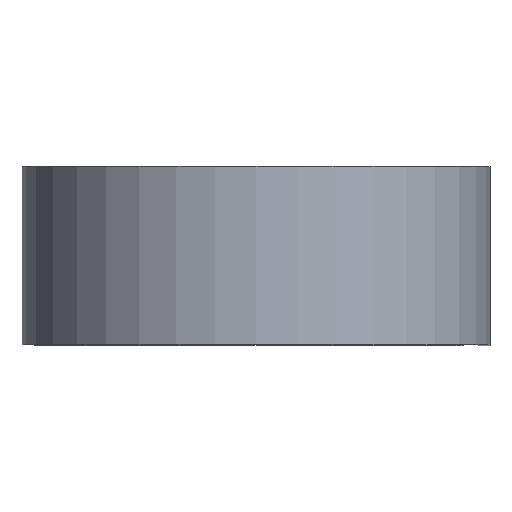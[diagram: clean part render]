
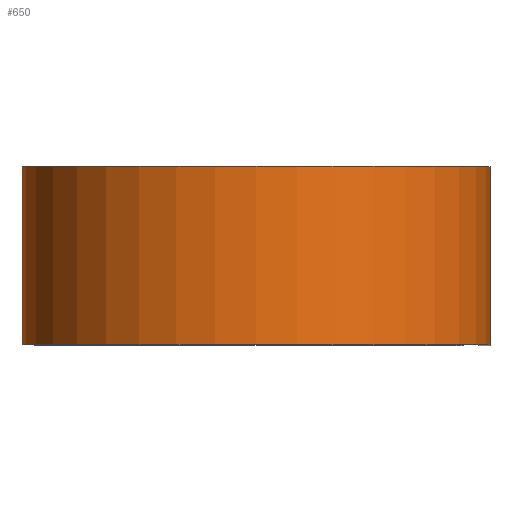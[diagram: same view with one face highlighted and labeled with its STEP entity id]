
A CAD part, top view. The second image highlights one B-rep face of the part: STEP entity #650.
In plain terms, the highlighted cylindrical face has radius 25.032 mm (diameter 50.063 mm), a partial arc.
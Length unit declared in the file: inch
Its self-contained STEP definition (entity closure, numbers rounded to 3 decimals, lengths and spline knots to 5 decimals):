
#9 = EDGE_CURVE ( 'NONE', #51, #252, #313, .T. ) ;
#15 = ORIENTED_EDGE ( 'NONE', *, *, #703, .T. ) ;
#51 = VERTEX_POINT ( 'NONE', #319 ) ;
#53 = ORIENTED_EDGE ( 'NONE', *, *, #534, .T. ) ;
#64 = DIRECTION ( 'NONE',  ( 0., -1., 0. ) ) ;
#122 = VERTEX_POINT ( 'NONE', #528 ) ;
#123 = DIRECTION ( 'NONE',  ( 0., -1., 0. ) ) ;
#129 = AXIS2_PLACEMENT_3D ( 'NONE', #307, #123, #474 ) ;
#153 = ORIENTED_EDGE ( 'NONE', *, *, #486, .F. ) ;
#209 = AXIS2_PLACEMENT_3D ( 'NONE', #350, #344, #341 ) ;
#222 = AXIS2_PLACEMENT_3D ( 'NONE', #571, #288, #284 ) ;
#252 = VERTEX_POINT ( 'NONE', #263 ) ;
#263 = CARTESIAN_POINT ( 'NONE',  ( 0.9855, 0.375, 0. ) ) ;
#284 = DIRECTION ( 'NONE',  ( 1., 0., 0. ) ) ;
#288 = DIRECTION ( 'NONE',  ( 0., 1., 0. ) ) ;
#290 = EDGE_LOOP ( 'NONE', ( #15, #153, #397, #53 ) ) ;
#306 = CARTESIAN_POINT ( 'NONE',  ( 0., 0.375, -0.9855 ) ) ;
#307 = CARTESIAN_POINT ( 'NONE',  ( 0., 0.375, 0. ) ) ;
#313 = CIRCLE ( 'NONE', #222, 0.9855 ) ;
#316 = CARTESIAN_POINT ( 'NONE',  ( 0.9855, -0.375, 0. ) ) ;
#319 = CARTESIAN_POINT ( 'NONE',  ( 0., 0.375, -0.9855 ) ) ;
#341 = DIRECTION ( 'NONE',  ( 1., 0., 0. ) ) ;
#344 = DIRECTION ( 'NONE',  ( 0., 1., 0. ) ) ;
#347 = VERTEX_POINT ( 'NONE', #316 ) ;
#350 = CARTESIAN_POINT ( 'NONE',  ( 0., -0.375, 0. ) ) ;
#397 = ORIENTED_EDGE ( 'NONE', *, *, #9, .F. ) ;
#474 = DIRECTION ( 'NONE',  ( 0., 0., -1. ) ) ;
#475 = LINE ( 'NONE', #588, #504 ) ;
#486 = EDGE_CURVE ( 'NONE', #252, #347, #475, .T. ) ;
#496 = DIRECTION ( 'NONE',  ( 0., -1., 0. ) ) ;
#504 = VECTOR ( 'NONE', #496, 39.37008 ) ;
#517 = LINE ( 'NONE', #306, #547 ) ;
#528 = CARTESIAN_POINT ( 'NONE',  ( 0., -0.375, -0.9855 ) ) ;
#534 = EDGE_CURVE ( 'NONE', #51, #122, #517, .T. ) ;
#547 = VECTOR ( 'NONE', #64, 39.37008 ) ;
#571 = CARTESIAN_POINT ( 'NONE',  ( 0., 0.375, 0. ) ) ;
#588 = CARTESIAN_POINT ( 'NONE',  ( 0.9855, 0.375, 0. ) ) ;
#604 = FACE_OUTER_BOUND ( 'NONE', #290, .T. ) ;
#628 = CYLINDRICAL_SURFACE ( 'NONE', #129, 0.9855 ) ;
#650 = ADVANCED_FACE ( 'NONE', ( #604 ), #628, .T. ) ;
#689 = CIRCLE ( 'NONE', #209, 0.9855 ) ;
#703 = EDGE_CURVE ( 'NONE', #122, #347, #689, .T. ) ;
